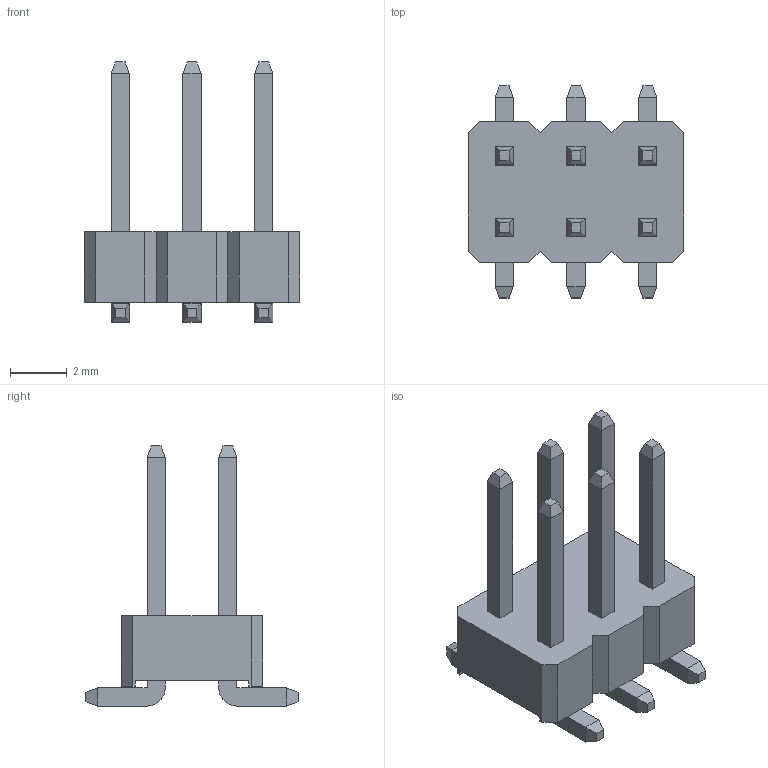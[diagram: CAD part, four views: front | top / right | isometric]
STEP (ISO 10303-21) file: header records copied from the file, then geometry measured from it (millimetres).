
FILE_DESCRIPTION(/* description */ ('STEP AP242 Edition 2','CAx-IF Rec.Pracs.---Representation and Presentation of Product Manufacturing Information (PMI)---4.0---2014-10-13','CAx-IF Rec.Pracs.---3D Tessellated Geometry---0.4---2014-09-14','2;1','CAx-IF Rec.Pracs.---User Defined Attributes---1.5---2016-08-15'),/* implementation_level */ '2;1');
FILE_NAME(/* name */ '69232aa594524f3573b6e3bd',/* time_stamp */ '2025-11-23T15:39:17Z',/* author */ (''),/* organization */ (''),/* preprocessor_version */ 'ST-DEVELOPER v20',/* originating_system */ 'ONSHAPE BY PTC INC, 1.207',/* authorisation */ ' ');
FILE_SCHEMA (('AP242_MANAGED_MODEL_BASED_3D_ENGINEERING_MIM_LF { 1 0 10303 442 3 1 4 }'));
Length unit declared in the file: metre
Products named in the file (1): HDR-SMD_6P-P2.54-V
Bounding box: 7.62 x 7.5 x 9.2 mm (x, y, z)
Volume: 107.9 mm3; surface area: 271.3 mm2
Topology: 1 solids, 1 shells, 152 faces, 366 edges, 228 vertices
Faces by surface type: plane 146, cylinder 6
Entity records: 5367 total; most frequent: CARTESIAN_POINT 747, ORIENTED_EDGE 732, DIRECTION 684, EDGE_CURVE 366, LINE 354, VECTOR 354, VERTEX_POINT 228, AXIS2_PLACEMENT_3D 165
